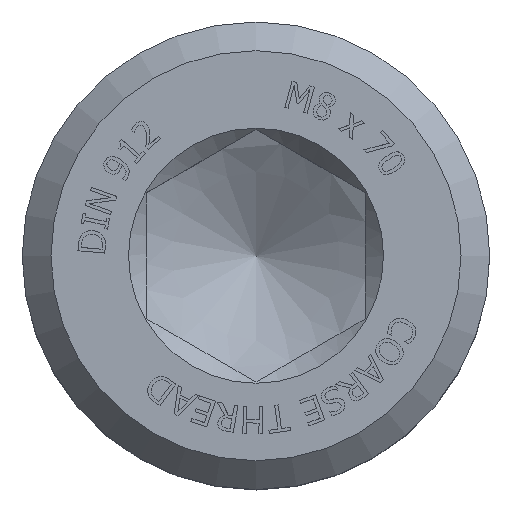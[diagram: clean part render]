
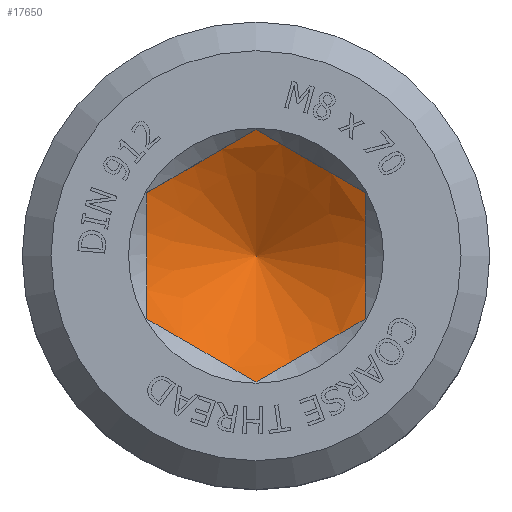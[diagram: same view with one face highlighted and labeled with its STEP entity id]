
A CAD part, top view. The second image highlights one B-rep face of the part: STEP entity #17650.
In plain terms, the highlighted conical face has half-angle 60 degrees and reference radius 2.6 mm.
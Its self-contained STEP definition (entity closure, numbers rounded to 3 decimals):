
#17278=CARTESIAN_POINT('',(0.,3.51,-4.0));
#17279=VERTEX_POINT('',#17278);
#17286=CARTESIAN_POINT('',(3.04,1.755,-4.0));
#17287=VERTEX_POINT('',#17286);
#17288=CARTESIAN_POINT('',(3.04,1.755,-4.0));
#17289=CARTESIAN_POINT('',(1.52,2.633,-4.507));
#17290=CARTESIAN_POINT('',(0.,3.51,-4.0));
#17298=(BOUNDED_CURVE()B_SPLINE_CURVE(2,(#17288,#17289,#17290),.UNSPECIFIED.,.F.,.U.)B_SPLINE_CURVE_WITH_KNOTS((3,3),(0.21,0.67),.UNSPECIFIED.)CURVE()GEOMETRIC_REPRESENTATION_ITEM()RATIONAL_B_SPLINE_CURVE((1.258,1.453,1.258))REPRESENTATION_ITEM(''));
#17299=EDGE_CURVE('',#17287,#17279,#17298,.T.);
#17316=CARTESIAN_POINT('',(-3.04,1.755,-4.0));
#17317=VERTEX_POINT('',#17316);
#17324=CARTESIAN_POINT('',(0.,3.51,-4.0));
#17325=CARTESIAN_POINT('',(-1.52,2.633,-4.507));
#17326=CARTESIAN_POINT('',(-3.04,1.755,-4.0));
#17334=(BOUNDED_CURVE()B_SPLINE_CURVE(2,(#17324,#17325,#17326),.UNSPECIFIED.,.F.,.U.)B_SPLINE_CURVE_WITH_KNOTS((3,3),(0.21,0.67),.UNSPECIFIED.)CURVE()GEOMETRIC_REPRESENTATION_ITEM()RATIONAL_B_SPLINE_CURVE((1.258,1.453,1.258))REPRESENTATION_ITEM(''));
#17335=EDGE_CURVE('',#17279,#17317,#17334,.T.);
#17347=CARTESIAN_POINT('',(-3.04,-1.755,-4.0));
#17348=VERTEX_POINT('',#17347);
#17355=CARTESIAN_POINT('',(-3.04,1.755,-4.0));
#17356=CARTESIAN_POINT('',(-3.04,0.,-4.507));
#17357=CARTESIAN_POINT('',(-3.04,-1.755,-4.0));
#17365=(BOUNDED_CURVE()B_SPLINE_CURVE(2,(#17355,#17356,#17357),.UNSPECIFIED.,.F.,.U.)B_SPLINE_CURVE_WITH_KNOTS((3,3),(0.21,0.67),.UNSPECIFIED.)CURVE()GEOMETRIC_REPRESENTATION_ITEM()RATIONAL_B_SPLINE_CURVE((1.258,1.453,1.258))REPRESENTATION_ITEM(''));
#17366=EDGE_CURVE('',#17317,#17348,#17365,.T.);
#17378=CARTESIAN_POINT('',(0.,-3.51,-4.0));
#17379=VERTEX_POINT('',#17378);
#17386=CARTESIAN_POINT('',(-3.04,-1.755,-4.0));
#17387=CARTESIAN_POINT('',(-1.52,-2.633,-4.507));
#17388=CARTESIAN_POINT('',(0.,-3.51,-4.0));
#17396=(BOUNDED_CURVE()B_SPLINE_CURVE(2,(#17386,#17387,#17388),.UNSPECIFIED.,.F.,.U.)B_SPLINE_CURVE_WITH_KNOTS((3,3),(0.21,0.67),.UNSPECIFIED.)CURVE()GEOMETRIC_REPRESENTATION_ITEM()RATIONAL_B_SPLINE_CURVE((1.258,1.453,1.258))REPRESENTATION_ITEM(''));
#17397=EDGE_CURVE('',#17348,#17379,#17396,.T.);
#17409=CARTESIAN_POINT('',(3.04,-1.755,-4.));
#17410=VERTEX_POINT('',#17409);
#17417=CARTESIAN_POINT('',(0.,-3.51,-4.0));
#17418=CARTESIAN_POINT('',(1.52,-2.633,-4.507));
#17419=CARTESIAN_POINT('',(3.04,-1.755,-4.));
#17427=(BOUNDED_CURVE()B_SPLINE_CURVE(2,(#17417,#17418,#17419),.UNSPECIFIED.,.F.,.U.)B_SPLINE_CURVE_WITH_KNOTS((3,3),(0.21,0.67),.UNSPECIFIED.)CURVE()GEOMETRIC_REPRESENTATION_ITEM()RATIONAL_B_SPLINE_CURVE((1.258,1.453,1.258))REPRESENTATION_ITEM(''));
#17428=EDGE_CURVE('',#17379,#17410,#17427,.T.);
#17441=CARTESIAN_POINT('',(3.04,-1.755,-4.));
#17442=CARTESIAN_POINT('',(3.04,0.,-4.507));
#17443=CARTESIAN_POINT('',(3.04,1.755,-4.0));
#17451=(BOUNDED_CURVE()B_SPLINE_CURVE(2,(#17441,#17442,#17443),.UNSPECIFIED.,.F.,.U.)B_SPLINE_CURVE_WITH_KNOTS((3,3),(0.21,0.67),.UNSPECIFIED.)CURVE()GEOMETRIC_REPRESENTATION_ITEM()RATIONAL_B_SPLINE_CURVE((1.258,1.453,1.258))REPRESENTATION_ITEM(''));
#17452=EDGE_CURVE('',#17410,#17287,#17451,.T.);
#17637=CARTESIAN_POINT('',(0.0,0.,-4.526));
#17638=DIRECTION('',(0.0,0.,1.0));
#17639=DIRECTION('',(0.0,1.0,0.0));
#17640=AXIS2_PLACEMENT_3D('',#17637,#17638,#17639);
#17641=CONICAL_SURFACE('',#17640,2.6,60.);
#17642=ORIENTED_EDGE('',*,*,#17366,.T.);
#17643=ORIENTED_EDGE('',*,*,#17397,.T.);
#17644=ORIENTED_EDGE('',*,*,#17428,.T.);
#17645=ORIENTED_EDGE('',*,*,#17452,.T.);
#17646=ORIENTED_EDGE('',*,*,#17299,.T.);
#17647=ORIENTED_EDGE('',*,*,#17335,.T.);
#17648=EDGE_LOOP('',(#17642,#17643,#17644,#17645,#17646,#17647));
#17649=FACE_OUTER_BOUND('',#17648,.T.);
#17650=ADVANCED_FACE('',(#17649),#17641,.F.);
